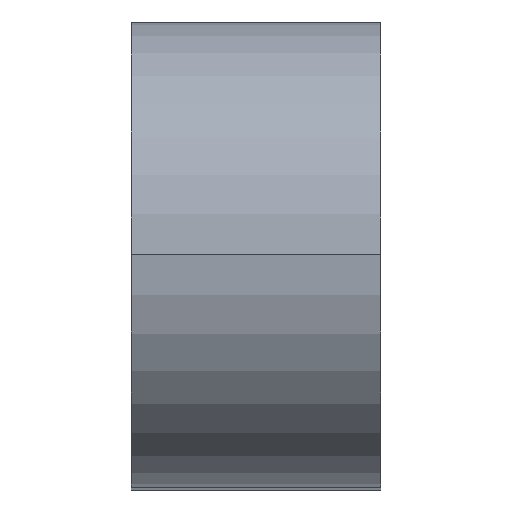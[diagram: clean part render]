
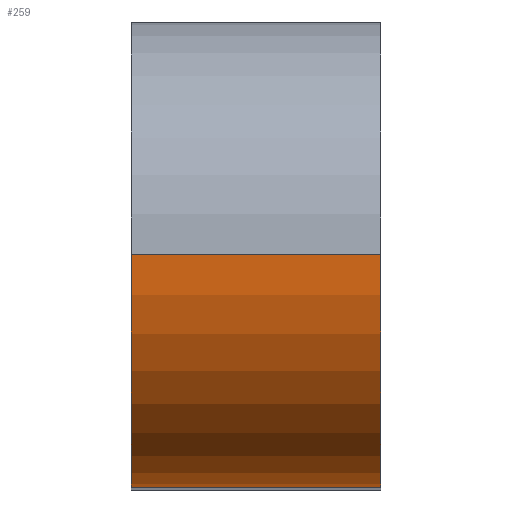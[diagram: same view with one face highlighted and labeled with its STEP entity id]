
A CAD part, top view. The second image highlights one B-rep face of the part: STEP entity #259.
In plain terms, the highlighted cylindrical face has radius 0.7 mm (diameter 1.4 mm), a partial arc.
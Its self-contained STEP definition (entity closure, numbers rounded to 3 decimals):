
#1 = CARTESIAN_POINT ( 'NONE',  ( 0.75, 0., 2.1 ) ) ;
#9 = AXIS2_PLACEMENT_3D ( 'NONE', #202, #156, #218 ) ;
#15 = ORIENTED_EDGE ( 'NONE', *, *, #163, .T. ) ;
#18 = ORIENTED_EDGE ( 'NONE', *, *, #89, .F. ) ;
#27 = CIRCLE ( 'NONE', #149, 0.7 ) ;
#29 = DIRECTION ( 'NONE',  ( 0., 0., -1. ) ) ;
#40 = DIRECTION ( 'NONE',  ( 1., 0., 0. ) ) ;
#54 = AXIS2_PLACEMENT_3D ( 'NONE', #236, #40, #148 ) ;
#65 = CARTESIAN_POINT ( 'NONE',  ( 0.75, 0., 2.8 ) ) ;
#67 = CARTESIAN_POINT ( 'NONE',  ( 0., -0.7, 2.1 ) ) ;
#69 = VECTOR ( 'NONE', #110, 1000. ) ;
#70 = DIRECTION ( 'NONE',  ( 1., 0., 0. ) ) ;
#80 = VERTEX_POINT ( 'NONE', #67 ) ;
#81 = ORIENTED_EDGE ( 'NONE', *, *, #157, .F. ) ;
#84 = CARTESIAN_POINT ( 'NONE',  ( 0.75, -0.7, 2.1 ) ) ;
#88 = DIRECTION ( 'NONE',  ( -1., 0., 0. ) ) ;
#89 = EDGE_CURVE ( 'NONE', #159, #144, #27, .T. ) ;
#103 = ORIENTED_EDGE ( 'NONE', *, *, #197, .T. ) ;
#104 = LINE ( 'NONE', #191, #69 ) ;
#110 = DIRECTION ( 'NONE',  ( -1., 0., 0. ) ) ;
#129 = CARTESIAN_POINT ( 'NONE',  ( 0.75, 0., 2.8 ) ) ;
#144 = VERTEX_POINT ( 'NONE', #84 ) ;
#148 = DIRECTION ( 'NONE',  ( 0., 0., -1. ) ) ;
#149 = AXIS2_PLACEMENT_3D ( 'NONE', #1, #70, #29 ) ;
#156 = DIRECTION ( 'NONE',  ( -1., 0., 0. ) ) ;
#157 = EDGE_CURVE ( 'NONE', #144, #80, #104, .T. ) ;
#159 = VERTEX_POINT ( 'NONE', #129 ) ;
#163 = EDGE_CURVE ( 'NONE', #269, #80, #263, .T. ) ;
#191 = CARTESIAN_POINT ( 'NONE',  ( 0.75, -0.7, 2.1 ) ) ;
#197 = EDGE_CURVE ( 'NONE', #159, #269, #253, .T. ) ;
#202 = CARTESIAN_POINT ( 'NONE',  ( 0.75, 0., 2.1 ) ) ;
#203 = VECTOR ( 'NONE', #88, 1000. ) ;
#218 = DIRECTION ( 'NONE',  ( 0., 0., 1. ) ) ;
#222 = CYLINDRICAL_SURFACE ( 'NONE', #9, 0.7 ) ;
#236 = CARTESIAN_POINT ( 'NONE',  ( 0., 0., 2.1 ) ) ;
#249 = EDGE_LOOP ( 'NONE', ( #18, #103, #15, #81 ) ) ;
#253 = LINE ( 'NONE', #65, #203 ) ;
#259 = ADVANCED_FACE ( 'NONE', ( #264 ), #222, .T. ) ;
#263 = CIRCLE ( 'NONE', #54, 0.7 ) ;
#264 = FACE_OUTER_BOUND ( 'NONE', #249, .T. ) ;
#265 = CARTESIAN_POINT ( 'NONE',  ( 0., 0., 2.8 ) ) ;
#269 = VERTEX_POINT ( 'NONE', #265 ) ;
